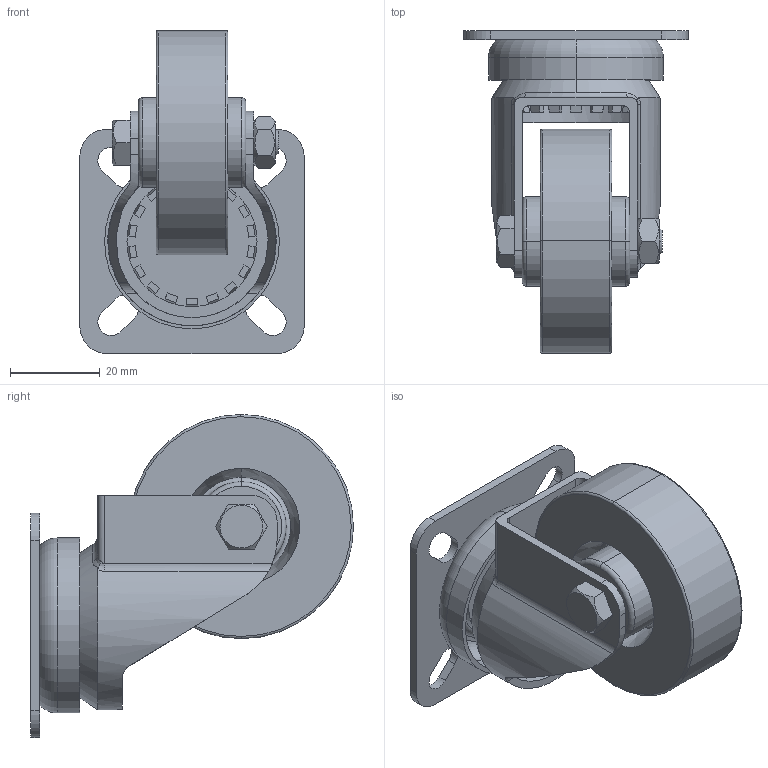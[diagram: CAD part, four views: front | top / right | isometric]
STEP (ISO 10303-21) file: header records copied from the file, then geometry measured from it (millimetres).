
FILE_DESCRIPTION (( 'STEP AP214' ), '1' );
FILE_NAME ('D83 Êîëåñî áåç òîðìîçà O50, ñ ïëàòôîðìîé.STEP', '2021-06-11T09:42:29', ( 'Windows User' ), ( '' ), 'SwSTEP 2.0', 'SolidWorks 2021', '' );
FILE_SCHEMA (( 'AUTOMOTIVE_DESIGN' ));
Length unit declared in the file: millimetre
Products named in the file (6): D83 扻錼勷_00; D83 昜闉趌00; D83 Êîëåñî áåç òîðìîçà O50, ñ ïëàòôîðìîé; D83 鍔錓_00; D83 Ïîäïèøïèêîâûé óçåë_00; D83 蹴濋趌00
Assembly tree (5 placements, depth 2):
  D83 Êîëåñî áåç òîðìîçà O50, ñ ïëàòôîðìîé
    D83 昜闉趌00
    D83 鍔錓_00
    D83 蹴濋趌00
    D83 扻錼勷_00
    D83 Ïîäïèøïèêîâûé óçåë_00
Bounding box: 50 x 72 x 72.04 mm (x, y, z)
Volume: 47960.8 mm3; surface area: 27805.5 mm2
Topology: 5 solids, 5 shells, 283 faces, 671 edges, 408 vertices
Faces by surface type: plane 164, cylinder 62, torus 29, cone 20, bspline 8
Entity records: 8888 total; most frequent: CARTESIAN_POINT 2072, DIRECTION 1418, ORIENTED_EDGE 1342, EDGE_CURVE 671, AXIS2_PLACEMENT_3D 522, VERTEX_POINT 408, VECTOR 374, LINE 374
